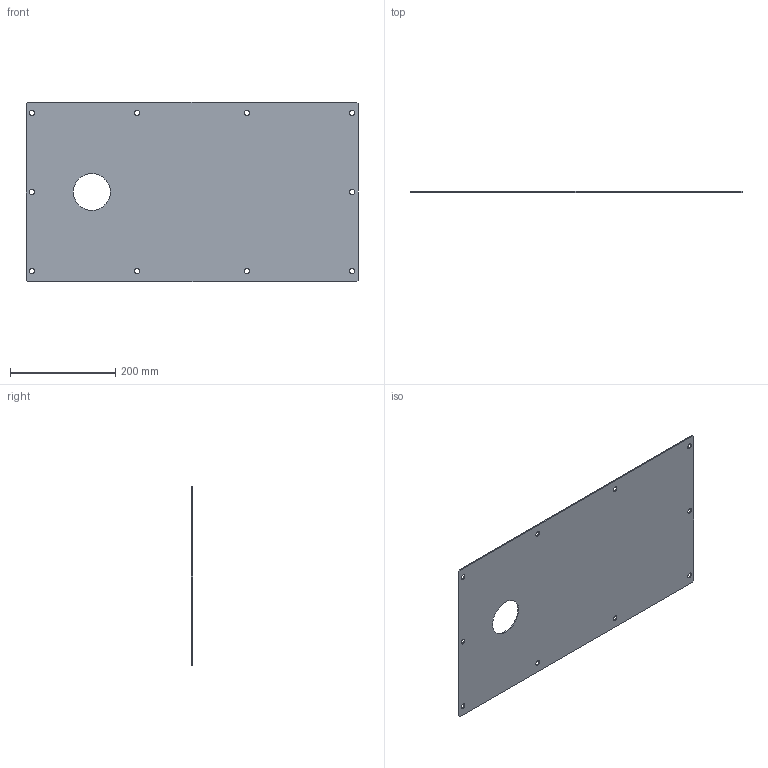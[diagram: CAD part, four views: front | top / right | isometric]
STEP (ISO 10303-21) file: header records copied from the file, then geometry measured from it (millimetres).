
FILE_DESCRIPTION (( 'STEP AP203' ), '1' );
FILE_NAME ('322A03S01-齒箱蓋板.STEP', '2023-10-02T05:43:48', ( '' ), ( '' ), 'SwSTEP 2.0', 'SolidWorks 2018', '' );
FILE_SCHEMA (( 'CONFIG_CONTROL_DESIGN' ));
Length unit declared in the file: millimetre
Products named in the file (1): 322A03S01-齒箱蓋板
Bounding box: 630 x 2 x 340 mm (x, y, z)
Volume: 419096.3 mm3; surface area: 424030.4 mm2
Topology: 1 solids, 1 shells, 21 faces, 57 edges, 38 vertices
Faces by surface type: cylinder 11, plane 10
Full cylindrical faces by diameter (mm): 10 x10, 70 x1
Entity records: 739 total; most frequent: DIRECTION 112, CARTESIAN_POINT 106, ORIENTED_EDGE 92, EDGE_LOOP 54, EDGE_CURVE 46, AXIS2_PLACEMENT_3D 44, VERTEX_POINT 38, FACE_OUTER_BOUND 32
